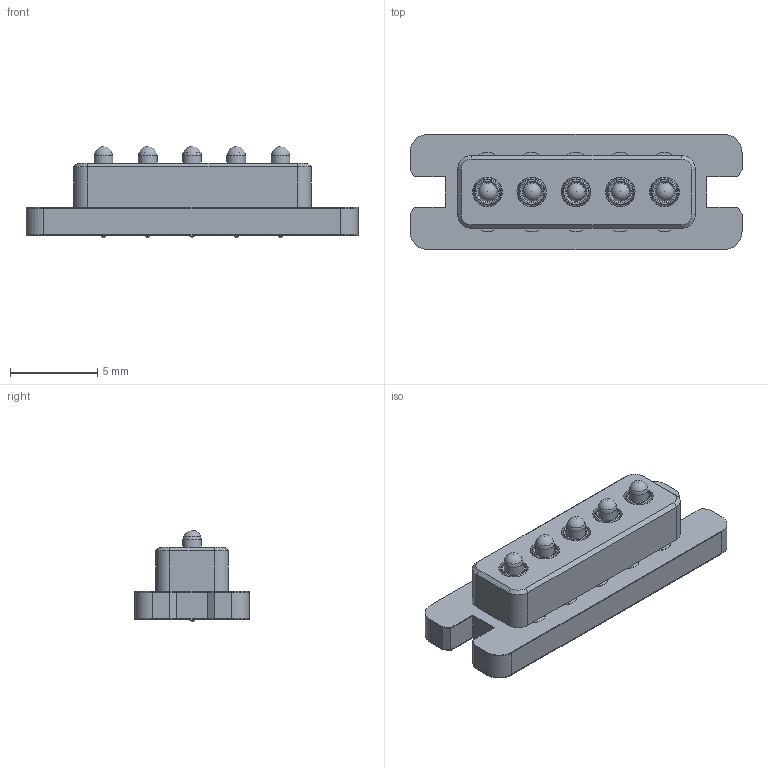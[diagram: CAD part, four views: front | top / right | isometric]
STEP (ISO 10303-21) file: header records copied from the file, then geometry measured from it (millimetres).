
FILE_DESCRIPTION(/* description */ (''),/* implementation_level */ '2;1');
FILE_NAME(/* name */ 'Ocreeb MK2 _5_pin_connect.step',/* time_stamp */ '2024-01-21T21:59:35-05:00',/* author */ (''),/* organization */ (''),/* preprocessor_version */ 'ST-DEVELOPER v20',/* originating_system */ 'Autodesk Translation Framework v12.14.0.127',/* authorisation */ '');
FILE_SCHEMA (('AUTOMOTIVE_DESIGN { 1 0 10303 214 3 1 1 }'));
Length unit declared in the file: millimetre
Products named in the file (10): Ocreeb MK2 _5_pin_connect; Board; Packages; 5_POGO_OUT_CONNECTOR; 0906-0-15-20-76-14-11-0--3DModel-STEP-56544 v1; Pogo Connector Guide v1; 1-copper; 16-copper; 1-soldermask; 16-soldermask
Assembly tree (13 placements, depth 4):
  Ocreeb MK2 _5_pin_connect
    Board
    Packages
      5_POGO_OUT_CONNECTOR
        0906-0-15-20-76-14-11-0--3DModel-STEP-56544 v1  x5
        Pogo Connector Guide v1
    1-copper
    16-copper
    1-soldermask
    16-soldermask
Bounding box: 19.05 x 6.6 x 5.23 mm (x, y, z)
Volume: 315.7 mm3; surface area: 1539.1 mm2
Topology: 39 solids, 39 shells, 434 faces, 985 edges, 649 vertices
Faces by surface type: plane 214, cylinder 161, cone 44, sphere 10, torus 5
Full cylindrical faces by diameter (mm): 0.432 x5, 0.48 x10, 0.53 x15, 0.6 x20, 0.931 x5, 1.067 x5, 1.092 x5, 1.264 x5, 1.29 x5, 1.499 x5, 1.575 x5, 1.699 x5, 1.775 x5, 1.829 x5, 2.029 x5
Entity records: 9979 total; most frequent: DIRECTION 1755, CARTESIAN_POINT 1625, ORIENTED_EDGE 1524, EDGE_CURVE 762, AXIS2_PLACEMENT_3D 635, VERTEX_POINT 505, LINE 485, VECTOR 485
